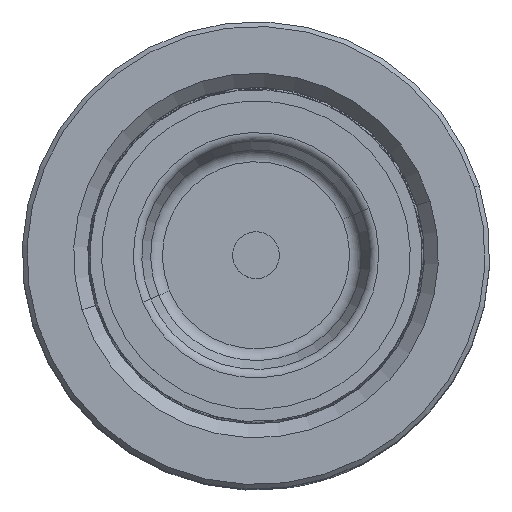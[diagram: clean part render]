
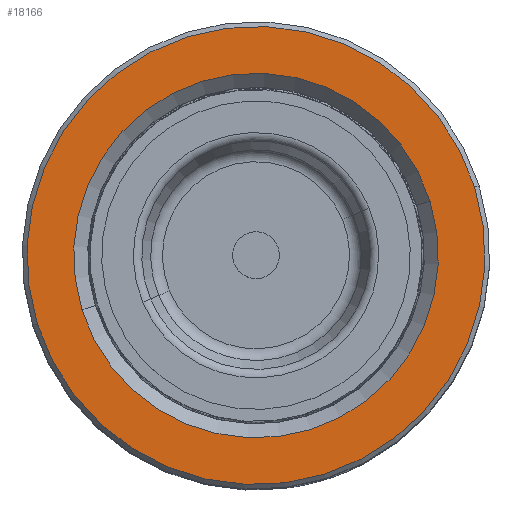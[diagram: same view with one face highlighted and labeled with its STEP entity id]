
A CAD part, top view. The second image highlights one B-rep face of the part: STEP entity #18166.
In plain terms, the highlighted planar face has unit normal (0, 0, 1).
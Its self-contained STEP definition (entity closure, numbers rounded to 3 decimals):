
#129 = CARTESIAN_POINT ( 'NONE',  ( 0., 0., 60. ) ) ;
#1111 = CARTESIAN_POINT ( 'NONE',  ( 0., 0., 60. ) ) ;
#3068 = VERTEX_POINT ( 'NONE', #9962 ) ;
#3190 = CIRCLE ( 'NONE', #40995, 24.5 ) ;
#3337 = VERTEX_POINT ( 'NONE', #42027 ) ;
#4516 = DIRECTION ( 'NONE',  ( 1., 0., 0. ) ) ;
#4555 = CIRCLE ( 'NONE', #34992, 24.5 ) ;
#4958 = EDGE_CURVE ( 'NONE', #3068, #11694, #33200, .T. ) ;
#5000 = AXIS2_PLACEMENT_3D ( 'NONE', #1111, #13292, #51229 ) ;
#9962 = CARTESIAN_POINT ( 'NONE',  ( 19.5, 0., 60. ) ) ;
#11694 = VERTEX_POINT ( 'NONE', #15920 ) ;
#13292 = DIRECTION ( 'NONE',  ( 0., 0., 1. ) ) ;
#14366 = AXIS2_PLACEMENT_3D ( 'NONE', #50793, #29821, #46418 ) ;
#15920 = CARTESIAN_POINT ( 'NONE',  ( -19.5, 0., 60. ) ) ;
#18166 = ADVANCED_FACE ( 'NONE', ( #22303, #24916 ), #26066, .T. ) ;
#19117 = EDGE_CURVE ( 'NONE', #11694, #3068, #26865, .T. ) ;
#20687 = CARTESIAN_POINT ( 'NONE',  ( 0., 0., 60. ) ) ;
#22303 = FACE_OUTER_BOUND ( 'NONE', #36401, .T. ) ;
#24914 = DIRECTION ( 'NONE',  ( 0., 0., -1. ) ) ;
#24916 = FACE_BOUND ( 'NONE', #25487, .T. ) ;
#25487 = EDGE_LOOP ( 'NONE', ( #43924, #29587 ) ) ;
#26066 = PLANE ( 'NONE',  #5000 ) ;
#26865 = CIRCLE ( 'NONE', #14366, 19.5 ) ;
#29587 = ORIENTED_EDGE ( 'NONE', *, *, #19117, .T. ) ;
#29821 = DIRECTION ( 'NONE',  ( 0., 0., -1. ) ) ;
#33200 = CIRCLE ( 'NONE', #43589, 19.5 ) ;
#34992 = AXIS2_PLACEMENT_3D ( 'NONE', #20687, #49322, #37083 ) ;
#36401 = EDGE_LOOP ( 'NONE', ( #51459, #45759 ) ) ;
#37083 = DIRECTION ( 'NONE',  ( 1., 0., 0. ) ) ;
#39312 = VERTEX_POINT ( 'NONE', #49619 ) ;
#40539 = EDGE_CURVE ( 'NONE', #3337, #39312, #4555, .T. ) ;
#40995 = AXIS2_PLACEMENT_3D ( 'NONE', #53764, #41193, #53580 ) ;
#41193 = DIRECTION ( 'NONE',  ( 0., 0., 1. ) ) ;
#41336 = EDGE_CURVE ( 'NONE', #39312, #3337, #3190, .T. ) ;
#42027 = CARTESIAN_POINT ( 'NONE',  ( -24.5, 0., 60. ) ) ;
#43589 = AXIS2_PLACEMENT_3D ( 'NONE', #129, #24914, #4516 ) ;
#43924 = ORIENTED_EDGE ( 'NONE', *, *, #4958, .T. ) ;
#45759 = ORIENTED_EDGE ( 'NONE', *, *, #41336, .T. ) ;
#46418 = DIRECTION ( 'NONE',  ( 1., 0., 0. ) ) ;
#49322 = DIRECTION ( 'NONE',  ( 0., 0., 1. ) ) ;
#49619 = CARTESIAN_POINT ( 'NONE',  ( 24.5, 0., 60. ) ) ;
#50793 = CARTESIAN_POINT ( 'NONE',  ( 0., 0., 60. ) ) ;
#51229 = DIRECTION ( 'NONE',  ( 1., 0., 0. ) ) ;
#51459 = ORIENTED_EDGE ( 'NONE', *, *, #40539, .T. ) ;
#53580 = DIRECTION ( 'NONE',  ( 1., 0., 0. ) ) ;
#53764 = CARTESIAN_POINT ( 'NONE',  ( 0., 0., 60. ) ) ;
